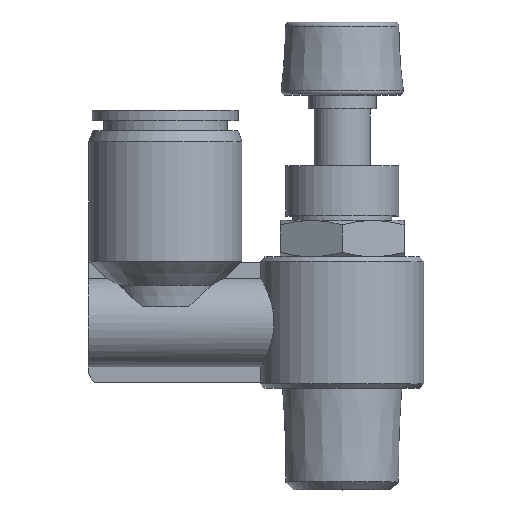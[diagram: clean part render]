
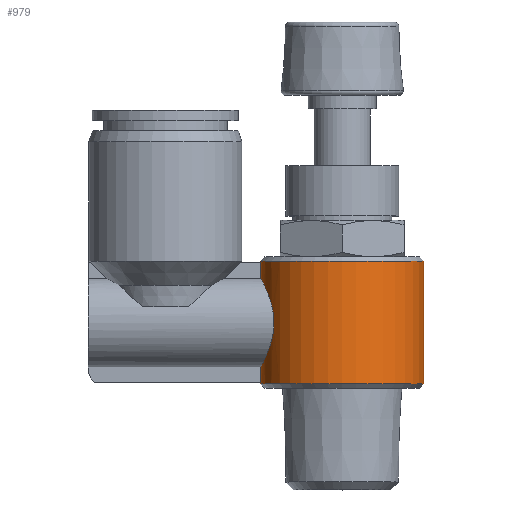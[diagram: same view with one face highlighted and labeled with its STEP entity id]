
A CAD part, top view. The second image highlights one B-rep face of the part: STEP entity #979.
In plain terms, the highlighted cylindrical face has radius 9.25 mm (diameter 18.5 mm), a full revolution.
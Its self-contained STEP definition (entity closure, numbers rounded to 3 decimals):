
#43=CYLINDRICAL_SURFACE('',#1065,9.25);
#56=CIRCLE('',#1059,9.25);
#60=CIRCLE('',#1066,9.25);
#61=CIRCLE('',#1067,9.25);
#62=CIRCLE('',#1068,9.25);
#114=B_SPLINE_CURVE_WITH_KNOTS('',3,(#1534,#1535,#1536,#1537,#1538,#1539,
#1540,#1541,#1542),.UNSPECIFIED.,.F.,.F.,(4,1,1,1,1,1,4),(0.,
0.004,0.005,0.007,0.009,
0.011,0.014),.UNSPECIFIED.);
#115=B_SPLINE_CURVE_WITH_KNOTS('',3,(#1550,#1551,#1552,#1553,#1554,#1555,
#1556,#1557,#1558),.UNSPECIFIED.,.F.,.F.,(4,1,1,1,1,1,4),(0.,
0.004,0.005,0.007,0.009,
0.011,0.014),.UNSPECIFIED.);
#180=ORIENTED_EDGE('',*,*,#452,.F.);
#181=ORIENTED_EDGE('',*,*,#453,.T.);
#182=ORIENTED_EDGE('',*,*,#435,.F.);
#183=ORIENTED_EDGE('',*,*,#454,.F.);
#184=ORIENTED_EDGE('',*,*,#455,.F.);
#185=ORIENTED_EDGE('',*,*,#456,.F.);
#186=ORIENTED_EDGE('',*,*,#457,.F.);
#187=ORIENTED_EDGE('',*,*,#458,.F.);
#188=ORIENTED_EDGE('',*,*,#439,.F.);
#189=ORIENTED_EDGE('',*,*,#445,.F.);
#435=EDGE_CURVE('',#573,#570,#668,.F.);
#439=EDGE_CURVE('',#577,#574,#671,.T.);
#445=EDGE_CURVE('',#570,#577,#56,.T.);
#452=EDGE_CURVE('',#586,#586,#60,.T.);
#453=EDGE_CURVE('',#587,#587,#61,.T.);
#454=EDGE_CURVE('',#588,#573,#114,.T.);
#455=EDGE_CURVE('',#589,#588,#678,.F.);
#456=EDGE_CURVE('',#590,#589,#62,.T.);
#457=EDGE_CURVE('',#591,#590,#679,.T.);
#458=EDGE_CURVE('',#574,#591,#115,.T.);
#570=VERTEX_POINT('',#1480);
#573=VERTEX_POINT('',#1488);
#574=VERTEX_POINT('',#1492);
#577=VERTEX_POINT('',#1500);
#586=VERTEX_POINT('',#1531);
#587=VERTEX_POINT('',#1533);
#588=VERTEX_POINT('',#1543);
#589=VERTEX_POINT('',#1545);
#590=VERTEX_POINT('',#1547);
#591=VERTEX_POINT('',#1549);
#668=LINE('',#1489,#709);
#671=LINE('',#1501,#712);
#678=LINE('',#1544,#719);
#679=LINE('',#1548,#720);
#709=VECTOR('',#1187,1000.);
#712=VECTOR('',#1192,1000.);
#719=VECTOR('',#1223,1000.);
#720=VECTOR('',#1226,1000.);
#752=EDGE_LOOP('',(#180));
#753=EDGE_LOOP('',(#181));
#754=EDGE_LOOP('',(#182,#183,#184,#185,#186,#187,#188,#189));
#849=FACE_BOUND('',#752,.T.);
#850=FACE_BOUND('',#753,.T.);
#851=FACE_BOUND('',#754,.T.);
#979=ADVANCED_FACE('',(#849,#850,#851),#43,.T.);
#1059=AXIS2_PLACEMENT_3D('',#1516,#1202,#1203);
#1065=AXIS2_PLACEMENT_3D('',#1529,#1217,#1218);
#1066=AXIS2_PLACEMENT_3D('',#1530,#1219,#1220);
#1067=AXIS2_PLACEMENT_3D('',#1532,#1221,#1222);
#1068=AXIS2_PLACEMENT_3D('',#1546,#1224,#1225);
#1187=DIRECTION('',(0.,-1.,0.));
#1192=DIRECTION('',(0.,-1.,0.));
#1202=DIRECTION('',(0.,-1.,0.));
#1203=DIRECTION('',(0.,0.,-1.));
#1217=DIRECTION('',(0.,-1.,0.));
#1218=DIRECTION('',(0.,0.,-1.));
#1219=DIRECTION('',(0.,-1.,0.));
#1220=DIRECTION('',(0.,0.,-1.));
#1221=DIRECTION('',(0.,-1.,0.));
#1222=DIRECTION('',(0.,0.,-1.));
#1223=DIRECTION('',(0.,-1.,0.));
#1224=DIRECTION('',(0.,1.,0.));
#1225=DIRECTION('',(0.,0.,1.));
#1226=DIRECTION('',(0.,-1.,0.));
#1480=CARTESIAN_POINT('',(-9.201,6.828,0.953));
#1488=CARTESIAN_POINT('',(-9.201,4.997,0.953));
#1489=CARTESIAN_POINT('',(-9.201,-18.928,0.953));
#1492=CARTESIAN_POINT('',(-9.201,4.997,-0.953));
#1500=CARTESIAN_POINT('',(-9.201,6.828,-0.953));
#1501=CARTESIAN_POINT('',(-9.201,-18.928,-0.953));
#1516=CARTESIAN_POINT('',(0.,6.828,0.));
#1529=CARTESIAN_POINT('',(0.,-18.928,0.));
#1530=CARTESIAN_POINT('',(0.,-6.928,0.));
#1531=CARTESIAN_POINT('',(0.,-6.928,-9.25));
#1532=CARTESIAN_POINT('',(0.,6.928,0.));
#1533=CARTESIAN_POINT('',(0.,6.928,-9.25));
#1534=CARTESIAN_POINT('',(-9.201,-4.997,0.953));
#1535=CARTESIAN_POINT('',(-9.078,-4.772,2.138));
#1536=CARTESIAN_POINT('',(-8.548,-3.821,3.691));
#1537=CARTESIAN_POINT('',(-7.876,-1.803,4.867));
#1538=CARTESIAN_POINT('',(-7.651,-0.003,5.197));
#1539=CARTESIAN_POINT('',(-7.873,1.793,4.871));
#1540=CARTESIAN_POINT('',(-8.547,3.821,3.694));
#1541=CARTESIAN_POINT('',(-9.078,4.771,2.138));
#1542=CARTESIAN_POINT('',(-9.201,4.997,0.953));
#1543=CARTESIAN_POINT('',(-9.201,-4.997,0.953));
#1544=CARTESIAN_POINT('',(-9.201,-18.928,0.953));
#1545=CARTESIAN_POINT('',(-9.201,-6.828,0.953));
#1546=CARTESIAN_POINT('',(0.,-6.828,0.));
#1547=CARTESIAN_POINT('',(-9.201,-6.828,-0.953));
#1548=CARTESIAN_POINT('',(-9.201,-18.928,-0.953));
#1549=CARTESIAN_POINT('',(-9.201,-4.997,-0.953));
#1550=CARTESIAN_POINT('',(-9.201,4.997,-0.953));
#1551=CARTESIAN_POINT('',(-9.078,4.772,-2.138));
#1552=CARTESIAN_POINT('',(-8.548,3.821,-3.691));
#1553=CARTESIAN_POINT('',(-7.876,1.803,-4.867));
#1554=CARTESIAN_POINT('',(-7.651,0.003,-5.197));
#1555=CARTESIAN_POINT('',(-7.873,-1.793,-4.871));
#1556=CARTESIAN_POINT('',(-8.547,-3.821,-3.694));
#1557=CARTESIAN_POINT('',(-9.078,-4.771,-2.138));
#1558=CARTESIAN_POINT('',(-9.201,-4.997,-0.953));
